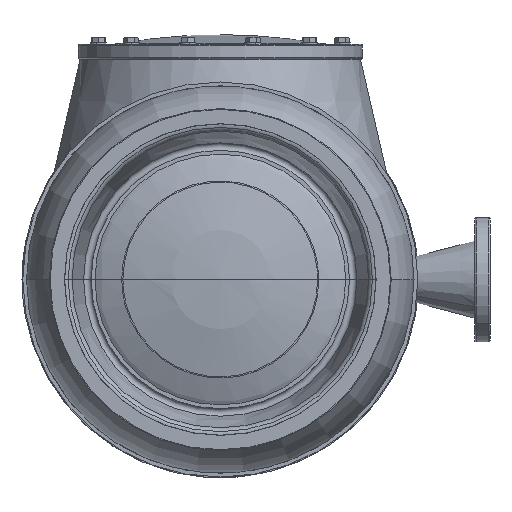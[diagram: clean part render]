
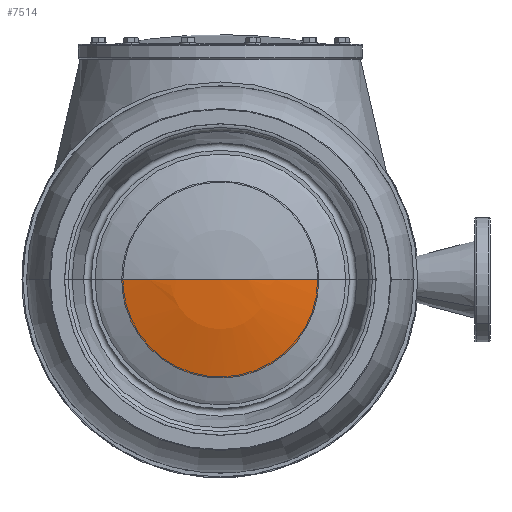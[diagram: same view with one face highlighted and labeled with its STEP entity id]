
A CAD part, front view. The second image highlights one B-rep face of the part: STEP entity #7514.
In plain terms, the highlighted spherical face has radius 510 mm.
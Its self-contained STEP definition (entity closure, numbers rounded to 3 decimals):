
#1213 = CARTESIAN_POINT ( 'NONE',  ( 312.081, 56.297, -225. ) ) ;
#1504 = CARTESIAN_POINT ( 'NONE',  ( 354.722, 66.056, -225. ) ) ;
#1777 = VERTEX_POINT ( 'NONE', #12103 ) ;
#2437 = CARTESIAN_POINT ( 'NONE',  ( 353.886, 66.056, -241.98 ) ) ;
#2884 = CARTESIAN_POINT ( 'NONE',  ( 139.276, 66.056, -322.731 ) ) ;
#3096 = CARTESIAN_POINT ( 'NONE',  ( 341.598, 66.056, -282.486 ) ) ;
#4382 = CARTESIAN_POINT ( 'NONE',  ( 268.721, 50.69, -225. ) ) ;
#5616 = SPHERICAL_SURFACE ( 'NONE', #40292, 510. ) ;
#5654 = CARTESIAN_POINT ( 'NONE',  ( 167.514, 66.056, -341.598 ) ) ;
#5863 = B_SPLINE_CURVE_WITH_KNOTS ( 'NONE', 3,
 ( #16558, #30467, #15898, #39876, #12427, #36642 ),
 .UNSPECIFIED., .F., .F.,
 ( 4, 2, 4 ),
 ( 0., 0.5, 1. ),
 .UNSPECIFIED. ) ;
#5868 = CARTESIAN_POINT ( 'NONE',  ( 95.278, 66.056, -233.49 ) ) ;
#6102 = CARTESIAN_POINT ( 'NONE',  ( 350.573, 66.056, -258.635 ) ) ;
#7514 = ADVANCED_FACE ( 'NONE', ( #19381 ), #5616, .T. ) ;
#7822 = EDGE_CURVE ( 'NONE', #14343, #1777, #5863, .T. ) ;
#9105 = CARTESIAN_POINT ( 'NONE',  ( 266.798, 66.056, -348.096 ) ) ;
#9337 = CARTESIAN_POINT ( 'NONE',  ( 337.577, 66.056, -290.01 ) ) ;
#9557 = CARTESIAN_POINT ( 'NONE',  ( 191.365, 66.056, -350.573 ) ) ;
#10019 = CARTESIAN_POINT ( 'NONE',  ( 127.269, 66.056, -310.724 ) ) ;
#10158 = B_SPLINE_CURVE_WITH_KNOTS ( 'NONE', 3,
 ( #21788, #31852, #1213, #4382, #32289, #43074 ),
 .UNSPECIFIED., .F., .F.,
 ( 4, 2, 4 ),
 ( 0., 0.5, 1. ),
 .UNSPECIFIED. ) ;
#12103 = CARTESIAN_POINT ( 'NONE',  ( 95.278, 66.056, -225. ) ) ;
#12427 = CARTESIAN_POINT ( 'NONE',  ( 116.42, 60.496, -225. ) ) ;
#12740 = CARTESIAN_POINT ( 'NONE',  ( 108.402, 66.056, -282.486 ) ) ;
#12982 = CARTESIAN_POINT ( 'NONE',  ( 183.202, 66.056, -348.096 ) ) ;
#13199 = CARTESIAN_POINT ( 'NONE',  ( 101.904, 66.056, -266.798 ) ) ;
#13420 = CARTESIAN_POINT ( 'NONE',  ( 282.486, 66.056, -341.598 ) ) ;
#14343 = VERTEX_POINT ( 'NONE', #29122 ) ;
#14417 = EDGE_LOOP ( 'NONE', ( #21181, #15150, #34029 ) ) ;
#15150 = ORIENTED_EDGE ( 'NONE', *, *, #7822, .T. ) ;
#15898 = CARTESIAN_POINT ( 'NONE',  ( 181.279, 50.69, -225. ) ) ;
#16201 = CARTESIAN_POINT ( 'NONE',  ( 121.857, 66.056, -304.129 ) ) ;
#16558 = CARTESIAN_POINT ( 'NONE',  ( 225., 49.283, -225. ) ) ;
#18152 = VERTEX_POINT ( 'NONE', #1504 ) ;
#19291 = B_SPLINE_CURVE_WITH_KNOTS ( 'NONE', 3,
 ( #19641, #44355, #2437, #6102, #44121, #3096, #9337, #36960, #30325, #23462, #37411, #44814, #13420, #9105, #23013, #20076, #30997, #23932, #27594, #9557, #12982, #5654, #27356, #44574, #2884, #10019, #16201, #30553, #12740, #13199, #41306, #37856, #5868, #26686 ),
 .UNSPECIFIED., .F., .F.,
 ( 4, 2, 2, 2, 2, 2, 2, 2, 2, 2, 2, 2, 2, 2, 2, 2, 4 ),
 ( 0., 0.063, 0.125, 0.187, 0.25, 0.312, 0.375, 0.437, 0.5, 0.562, 0.625, 0.687, 0.75, 0.812, 0.875, 0.937, 1. ),
 .UNSPECIFIED. ) ;
#19381 = FACE_OUTER_BOUND ( 'NONE', #14417, .T. ) ;
#19641 = CARTESIAN_POINT ( 'NONE',  ( 354.722, 66.056, -225. ) ) ;
#20076 = CARTESIAN_POINT ( 'NONE',  ( 241.98, 66.056, -353.886 ) ) ;
#21181 = ORIENTED_EDGE ( 'NONE', *, *, #39149, .T. ) ;
#21788 = CARTESIAN_POINT ( 'NONE',  ( 354.722, 66.056, -225. ) ) ;
#23013 = CARTESIAN_POINT ( 'NONE',  ( 258.635, 66.056, -350.573 ) ) ;
#23200 = CARTESIAN_POINT ( 'NONE',  ( 225., 559.283, -225. ) ) ;
#23462 = CARTESIAN_POINT ( 'NONE',  ( 310.724, 66.056, -322.731 ) ) ;
#23932 = CARTESIAN_POINT ( 'NONE',  ( 216.51, 66.056, -354.722 ) ) ;
#26686 = CARTESIAN_POINT ( 'NONE',  ( 95.278, 66.056, -225. ) ) ;
#26871 = DIRECTION ( 'NONE',  ( 0., 1., 0. ) ) ;
#27356 = CARTESIAN_POINT ( 'NONE',  ( 159.99, 66.056, -337.577 ) ) ;
#27594 = CARTESIAN_POINT ( 'NONE',  ( 208.02, 66.056, -353.886 ) ) ;
#29122 = CARTESIAN_POINT ( 'NONE',  ( 225., 49.283, -225. ) ) ;
#30325 = CARTESIAN_POINT ( 'NONE',  ( 322.731, 66.056, -310.724 ) ) ;
#30467 = CARTESIAN_POINT ( 'NONE',  ( 203.14, 49.283, -225. ) ) ;
#30553 = CARTESIAN_POINT ( 'NONE',  ( 112.423, 66.056, -290.01 ) ) ;
#30997 = CARTESIAN_POINT ( 'NONE',  ( 233.49, 66.056, -354.722 ) ) ;
#31852 = CARTESIAN_POINT ( 'NONE',  ( 333.58, 60.496, -225. ) ) ;
#32289 = CARTESIAN_POINT ( 'NONE',  ( 246.86, 49.283, -225. ) ) ;
#34029 = ORIENTED_EDGE ( 'NONE', *, *, #36065, .F. ) ;
#36065 = EDGE_CURVE ( 'NONE', #18152, #1777, #19291, .T. ) ;
#36642 = CARTESIAN_POINT ( 'NONE',  ( 95.278, 66.056, -225. ) ) ;
#36960 = CARTESIAN_POINT ( 'NONE',  ( 328.143, 66.056, -304.129 ) ) ;
#37143 = DIRECTION ( 'NONE',  ( -1., 0., 0. ) ) ;
#37411 = CARTESIAN_POINT ( 'NONE',  ( 304.129, 66.056, -328.143 ) ) ;
#37856 = CARTESIAN_POINT ( 'NONE',  ( 96.114, 66.056, -241.98 ) ) ;
#39149 = EDGE_CURVE ( 'NONE', #18152, #14343, #10158, .T. ) ;
#39876 = CARTESIAN_POINT ( 'NONE',  ( 137.919, 56.297, -225. ) ) ;
#40292 = AXIS2_PLACEMENT_3D ( 'NONE', #23200, #26871, #37143 ) ;
#41306 = CARTESIAN_POINT ( 'NONE',  ( 99.427, 66.056, -258.635 ) ) ;
#43074 = CARTESIAN_POINT ( 'NONE',  ( 225., 49.283, -225. ) ) ;
#44121 = CARTESIAN_POINT ( 'NONE',  ( 348.096, 66.056, -266.798 ) ) ;
#44355 = CARTESIAN_POINT ( 'NONE',  ( 354.722, 66.056, -233.49 ) ) ;
#44574 = CARTESIAN_POINT ( 'NONE',  ( 145.871, 66.056, -328.143 ) ) ;
#44814 = CARTESIAN_POINT ( 'NONE',  ( 290.01, 66.056, -337.577 ) ) ;
